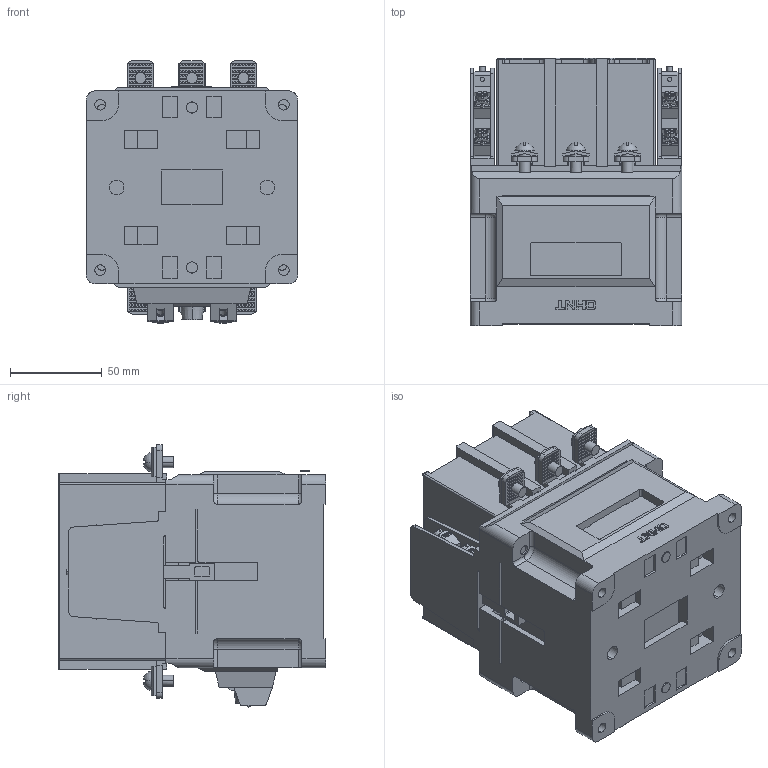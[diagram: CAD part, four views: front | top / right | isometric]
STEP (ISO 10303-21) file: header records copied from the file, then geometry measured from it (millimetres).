
FILE_DESCRIPTION((''),'2;1');
FILE_NAME('2ZTJ-400-041_SW0001','2022-04-26T09:58:54',('chenmqing'),(''),'CREO PARAMETRIC BY PTC INC, 2020044','CREO PARAMETRIC BY PTC INC, 2020044','');
FILE_SCHEMA(('CONFIG_CONTROL_DESIGN','SHAPE_APPEARANCE_LAYERS_GROUPS'));
Products named in the file (1): 2ZTJ-400-041_SW0001
Bounding box: 115 x 145.5 x 142.97 mm (x, y, z)
Volume: 1273203.4 mm3; surface area: 259635.9 mm2
Topology: 12 solids, 12 shells, 8440 faces, 22884 edges, 14977 vertices
Faces by surface type: plane 6773, cylinder 1130, torus 262, bspline 104, extrusion 71, sphere 56, cone 44
Entity records: 305976 total; most frequent: CARTESIAN_POINT 64399, ORIENTED_EDGE 45736, DIRECTION 40972, EDGE_CURVE 22868, VECTOR 18352, LINE 18281, VERTEX_POINT 14977, AXIS2_PLACEMENT_3D 11310
